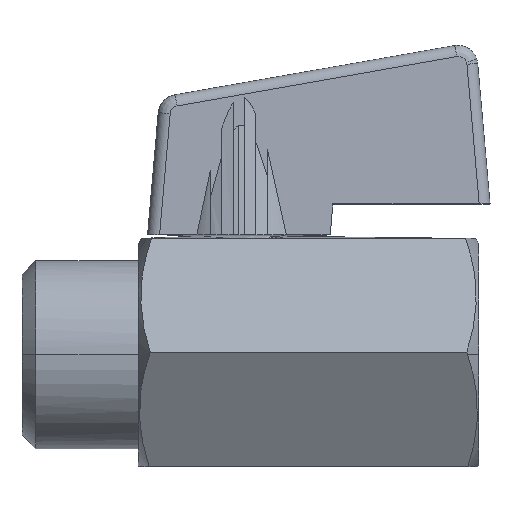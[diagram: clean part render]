
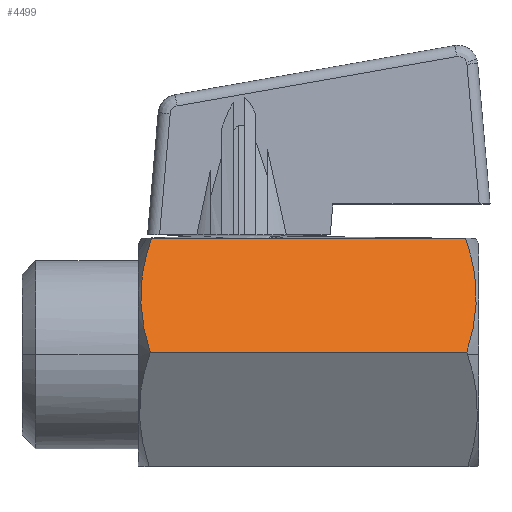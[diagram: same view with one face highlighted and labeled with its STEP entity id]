
A CAD part, top view. The second image highlights one B-rep face of the part: STEP entity #4499.
In plain terms, the highlighted planar face has unit normal (0, 0.5, 0.866).
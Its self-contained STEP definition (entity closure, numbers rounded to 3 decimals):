
#58 = CARTESIAN_POINT ( 'NONE',  ( 20.722, 6.012, 8.051 ) ) ;
#90 = CARTESIAN_POINT ( 'NONE',  ( 20.402, 7.989, 6.909 ) ) ;
#178 = CARTESIAN_POINT ( 'NONE',  ( 20.777, 4.74, 8.785 ) ) ;
#209 = CARTESIAN_POINT ( 'NONE',  ( 20.774, 4.53, 8.906 ) ) ;
#238 = CARTESIAN_POINT ( 'NONE',  ( -8.415, 2.464, 10.099 ) ) ;
#268 = CARTESIAN_POINT ( 'NONE',  ( -8.532, 6.425, 7.812 ) ) ;
#389 = VERTEX_POINT ( 'NONE', #6665 ) ;
#415 = VERTEX_POINT ( 'NONE', #1743 ) ;
#736 = CARTESIAN_POINT ( 'NONE',  ( 20.676, 6.434, 7.807 ) ) ;
#742 = VERTEX_POINT ( 'NONE', #4007 ) ;
#827 = CARTESIAN_POINT ( 'NONE',  ( 20.772, 5.163, 8.541 ) ) ;
#951 = CARTESIAN_POINT ( 'NONE',  ( -8.347, 7.514, 7.183 ) ) ;
#980 = CARTESIAN_POINT ( 'NONE',  ( 20.214, 0.807, 11.056 ) ) ;
#986 = CARTESIAN_POINT ( 'NONE',  ( -8.593, 5.695, 8.234 ) ) ;
#1014 = CARTESIAN_POINT ( 'NONE',  ( -7.685, 9.956, 5.774 ) ) ;
#1050 = CARTESIAN_POINT ( 'NONE',  ( -8.436, 7.061, 7.445 ) ) ;
#1086 = CARTESIAN_POINT ( 'NONE',  ( -8.349, 7.503, 7.189 ) ) ;
#1196 = EDGE_CURVE ( 'NONE', #415, #7476, #5098, .T. ) ;
#1522 = CARTESIAN_POINT ( 'NONE',  ( 20.74, 5.8, 8.173 ) ) ;
#1670 = CARTESIAN_POINT ( 'NONE',  ( 20.758, 4.108, 9.15 ) ) ;
#1743 = CARTESIAN_POINT ( 'NONE',  ( -7.685, 9.956, 5.774 ) ) ;
#1746 = CARTESIAN_POINT ( 'NONE',  ( -8.281, 7.833, 6.999 ) ) ;
#1777 = CARTESIAN_POINT ( 'NONE',  ( -8.524, 3.186, 9.682 ) ) ;
#1804 = CARTESIAN_POINT ( 'NONE',  ( -8.426, 2.531, 10.06 ) ) ;
#2135 = CARTESIAN_POINT ( 'NONE',  ( 20.473, 7.66, 7.099 ) ) ;
#2344 = EDGE_LOOP ( 'NONE', ( #6269, #8560, #3220, #9187 ) ) ;
#2376 = CARTESIAN_POINT ( 'NONE',  ( 20.573, 2.482, 10.088 ) ) ;
#2443 = CARTESIAN_POINT ( 'NONE',  ( -8.419, 2.49, 10.084 ) ) ;
#2477 = CARTESIAN_POINT ( 'NONE',  ( -8.335, 7.575, 7.148 ) ) ;
#2507 = CARTESIAN_POINT ( 'NONE',  ( -8.203, 8.181, 6.798 ) ) ;
#2767 = CARTESIAN_POINT ( 'NONE',  ( 1.49, 9.956, 5.774 ) ) ;
#2827 = CARTESIAN_POINT ( 'NONE',  ( 20.499, 7.534, 7.172 ) ) ;
#2949 = CARTESIAN_POINT ( 'NONE',  ( 20.331, 8.293, 6.733 ) ) ;
#3139 = CARTESIAN_POINT ( 'NONE',  ( -8.442, 2.625, 10.006 ) ) ;
#3220 = ORIENTED_EDGE ( 'NONE', *, *, #7250, .T. ) ;
#3584 = CARTESIAN_POINT ( 'NONE',  ( 10.698, -0.044, 11.547 ) ) ;
#3677 = CARTESIAN_POINT ( 'NONE',  ( 19.939, -0.044, 11.547 ) ) ;
#3809 = CARTESIAN_POINT ( 'NONE',  ( 20.647, 2.954, 9.816 ) ) ;
#4007 = CARTESIAN_POINT ( 'NONE',  ( 19.84, 9.956, 5.774 ) ) ;
#4073 = CARTESIAN_POINT ( 'NONE',  ( 10.665, 9.956, 5.774 ) ) ;
#4107 = CARTESIAN_POINT ( 'NONE',  ( -7.784, -0.044, 11.547 ) ) ;
#4323 = CARTESIAN_POINT ( 'NONE',  ( 20.694, 6.279, 7.896 ) ) ;
#4499 = ADVANCED_FACE ( 'NONE', ( #8166 ), #8390, .T. ) ;
#4529 = CARTESIAN_POINT ( 'NONE',  ( 20.737, 3.789, 9.334 ) ) ;
#4534 = CARTESIAN_POINT ( 'NONE',  ( -8.342, 7.539, 7.169 ) ) ;
#4592 = CARTESIAN_POINT ( 'NONE',  ( -8.318, 7.661, 7.098 ) ) ;
#4621 = CARTESIAN_POINT ( 'NONE',  ( -8.471, 2.812, 9.898 ) ) ;
#4775 = DIRECTION ( 'NONE',  ( 1., 0., 0. ) ) ;
#5083 = CARTESIAN_POINT ( 'NONE',  ( 20.765, 5.376, 8.418 ) ) ;
#5098 = B_SPLINE_CURVE_WITH_KNOTS ( 'NONE', 3,
 ( #1014, #5206, #8825, #2507, #1746, #4592, #2477, #4534, #951, #1086, #1050, #268, #986, #6699, #7380, #5340, #6068, #6800, #1777, #4621, #3139, #1804, #2443, #238, #6002, #7513, #8194, #8134 ),
 .UNSPECIFIED., .F., .F.,
 ( 4, 1, 1, 1, 1, 1, 2, 2, 1, 1, 2, 2, 1, 1, 1, 1, 1, 2, 2, 4 ),
 ( 0., 0.125, 0.187, 0.219, 0.234, 0.242, 0.246, 0.25, 0.375, 0.437, 0.469, 0.5, 0.625, 0.687, 0.719, 0.734, 0.742, 0.746, 0.75, 1. ),
 .UNSPECIFIED. ) ;
#5112 = CARTESIAN_POINT ( 'NONE',  ( 20.71, 3.475, 9.515 ) ) ;
#5145 = CARTESIAN_POINT ( 'NONE',  ( 20.423, 1.62, 10.586 ) ) ;
#5200 = CARTESIAN_POINT ( 'NONE',  ( 20.595, 2.614, 10.012 ) ) ;
#5206 = CARTESIAN_POINT ( 'NONE',  ( -7.831, 9.524, 6.023 ) ) ;
#5234 = CARTESIAN_POINT ( 'NONE',  ( 20.763, 4.213, 9.089 ) ) ;
#5340 = CARTESIAN_POINT ( 'NONE',  ( -8.618, 5.076, 8.591 ) ) ;
#5688 = CARTESIAN_POINT ( 'NONE',  ( 19.84, 9.956, 5.774 ) ) ;
#5718 = CARTESIAN_POINT ( 'NONE',  ( 20.112, 9.113, 6.26 ) ) ;
#5962 = CARTESIAN_POINT ( 'NONE',  ( 20.582, 2.535, 10.058 ) ) ;
#6002 = CARTESIAN_POINT ( 'NONE',  ( -8.412, 2.449, 10.108 ) ) ;
#6068 = CARTESIAN_POINT ( 'NONE',  ( -8.624, 4.557, 8.89 ) ) ;
#6130 = CARTESIAN_POINT ( 'NONE',  ( -8.833, 9.956, 5.774 ) ) ;
#6207 = CARTESIAN_POINT ( 'NONE',  ( -7.685, 9.956, 5.774 ) ) ;
#6269 = ORIENTED_EDGE ( 'NONE', *, *, #7409, .T. ) ;
#6304 = CARTESIAN_POINT ( 'NONE',  ( -7.784, -0.044, 11.547 ) ) ;
#6413 = CARTESIAN_POINT ( 'NONE',  ( 19.984, 9.53, 6.019 ) ) ;
#6447 = CARTESIAN_POINT ( 'NONE',  ( 20.279, 8.497, 6.616 ) ) ;
#6507 = CARTESIAN_POINT ( 'NONE',  ( 20.436, 7.837, 6.997 ) ) ;
#6535 = B_SPLINE_CURVE_WITH_KNOTS ( 'NONE', 3,
 ( #6304, #7059, #3584, #3677 ),
 .UNSPECIFIED., .F., .F.,
 ( 4, 4 ),
 ( 0., 1. ),
 .UNSPECIFIED. ) ;
#6665 = CARTESIAN_POINT ( 'NONE',  ( 19.939, -0.044, 11.547 ) ) ;
#6699 = CARTESIAN_POINT ( 'NONE',  ( -8.608, 5.384, 8.413 ) ) ;
#6725 = AXIS2_PLACEMENT_3D ( 'NONE', #6130, #7572, #4775 ) ;
#6800 = CARTESIAN_POINT ( 'NONE',  ( -8.602, 3.929, 9.253 ) ) ;
#7059 = CARTESIAN_POINT ( 'NONE',  ( 1.457, -0.044, 11.547 ) ) ;
#7133 = CARTESIAN_POINT ( 'NONE',  ( 20.634, 6.748, 7.626 ) ) ;
#7161 = CARTESIAN_POINT ( 'NONE',  ( 20.586, 7.062, 7.444 ) ) ;
#7250 = EDGE_CURVE ( 'NONE', #7476, #389, #6535, .T. ) ;
#7287 = CARTESIAN_POINT ( 'NONE',  ( 20.745, 3.896, 9.272 ) ) ;
#7380 = CARTESIAN_POINT ( 'NONE',  ( -8.615, 5.178, 8.532 ) ) ;
#7409 = EDGE_CURVE ( 'NONE', #742, #415, #8738, .T. ) ;
#7476 = VERTEX_POINT ( 'NONE', #4107 ) ;
#7513 = CARTESIAN_POINT ( 'NONE',  ( -8.273, 1.651, 10.569 ) ) ;
#7572 = DIRECTION ( 'NONE',  ( 0., 0.5, 0.866 ) ) ;
#7764 = CARTESIAN_POINT ( 'NONE',  ( 19.84, 9.956, 5.774 ) ) ;
#7914 = CARTESIAN_POINT ( 'NONE',  ( 20.489, 7.584, 7.143 ) ) ;
#7941 = CARTESIAN_POINT ( 'NONE',  ( 20.503, 7.51, 7.186 ) ) ;
#7973 = CARTESIAN_POINT ( 'NONE',  ( 20.625, 2.797, 9.907 ) ) ;
#8064 = CARTESIAN_POINT ( 'NONE',  ( 19.939, -0.044, 11.547 ) ) ;
#8094 = CARTESIAN_POINT ( 'NONE',  ( 20.688, 3.267, 9.635 ) ) ;
#8134 = CARTESIAN_POINT ( 'NONE',  ( -7.784, -0.044, 11.547 ) ) ;
#8166 = FACE_OUTER_BOUND ( 'NONE', #2344, .T. ) ;
#8194 = CARTESIAN_POINT ( 'NONE',  ( -8.064, 0.824, 11.046 ) ) ;
#8390 = PLANE ( 'NONE',  #6725 ) ;
#8557 = EDGE_CURVE ( 'NONE', #742, #389, #8839, .T. ) ;
#8560 = ORIENTED_EDGE ( 'NONE', *, *, #1196, .T. ) ;
#8583 = CARTESIAN_POINT ( 'NONE',  ( 20.656, 6.591, 7.716 ) ) ;
#8608 = CARTESIAN_POINT ( 'NONE',  ( 20.688, 6.33, 7.867 ) ) ;
#8640 = CARTESIAN_POINT ( 'NONE',  ( 20.55, 7.272, 7.323 ) ) ;
#8728 = CARTESIAN_POINT ( 'NONE',  ( 20.569, 2.455, 10.104 ) ) ;
#8738 = B_SPLINE_CURVE_WITH_KNOTS ( 'NONE', 3,
 ( #7764, #4073, #2767, #6207 ),
 .UNSPECIFIED., .F., .F.,
 ( 4, 4 ),
 ( 0., 1. ),
 .UNSPECIFIED. ) ;
#8825 = CARTESIAN_POINT ( 'NONE',  ( -8.024, 8.891, 6.388 ) ) ;
#8839 = B_SPLINE_CURVE_WITH_KNOTS ( 'NONE', 3,
 ( #5688, #6413, #5718, #6447, #2949, #90, #6507, #2135, #7914, #2827, #7941, #8640, #7161, #7133, #8583, #736, #8608, #4323, #58, #1522, #5083, #827, #178, #209, #5234, #1670, #7287, #4529, #5112, #8094, #3809, #7973, #5200, #5962, #2376, #8728, #5145, #980, #8064 ),
 .UNSPECIFIED., .F., .F.,
 ( 4, 2, 2, 1, 1, 2, 2, 2, 1, 2, 2, 2, 2, 2, 2, 2, 2, 1, 1, 2, 2, 4 ),
 ( 0., 0.125, 0.188, 0.219, 0.234, 0.242, 0.25, 0.313, 0.344, 0.359, 0.375, 0.438, 0.5, 0.563, 0.594, 0.625, 0.688, 0.719, 0.734, 0.742, 0.75, 1. ),
 .UNSPECIFIED. ) ;
#9187 = ORIENTED_EDGE ( 'NONE', *, *, #8557, .F. ) ;
